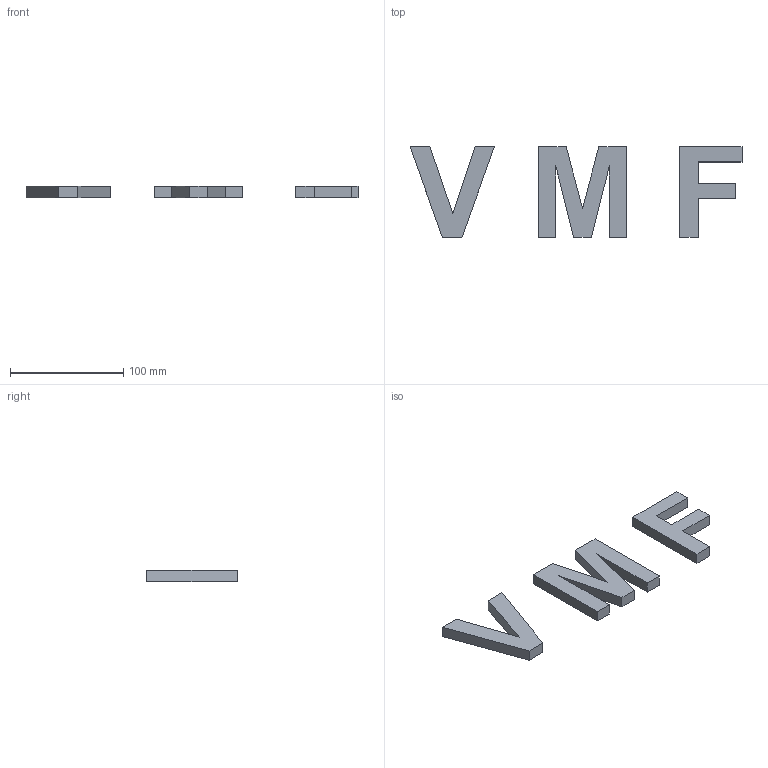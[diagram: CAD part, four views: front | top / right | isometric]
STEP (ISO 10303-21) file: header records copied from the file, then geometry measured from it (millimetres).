
FILE_DESCRIPTION(/* description */ (''),/* implementation_level */ '2;1');
FILE_NAME(/* name */ 'INICIALES3 v2.step',/* time_stamp */ '2023-03-02T21:02:22-05:00',/* author */ (''),/* organization */ (''),/* preprocessor_version */ 'ST-DEVELOPER v19.2',/* originating_system */ 'Autodesk Translation Framework v11.17.0.187',/* authorisation */ '');
FILE_SCHEMA (('AUTOMOTIVE_DESIGN { 1 0 10303 214 3 1 1 }'));
Length unit declared in the file: millimetre
Products named in the file (1): INICIALES3
Bounding box: 292.88 x 80 x 10 mm (x, y, z)
Volume: 91535.4 mm3; surface area: 31366.5 mm2
Topology: 3 solids, 3 shells, 36 faces, 90 edges, 60 vertices
Faces by surface type: plane 36
Entity records: 1085 total; most frequent: CARTESIAN_POINT 187, ORIENTED_EDGE 180, DIRECTION 164, LINE 90, VECTOR 90, EDGE_CURVE 90, VERTEX_POINT 60, AXIS2_PLACEMENT_3D 37
